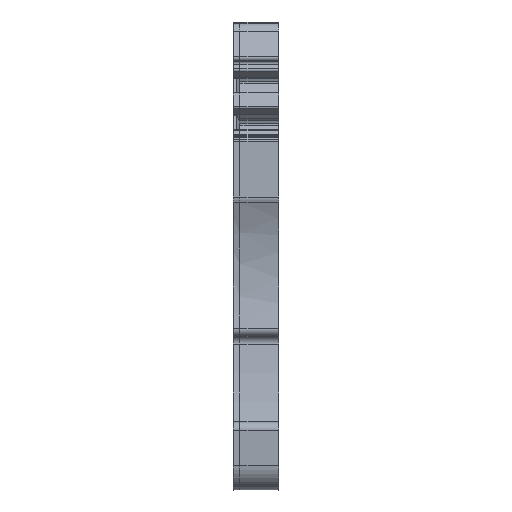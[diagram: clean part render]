
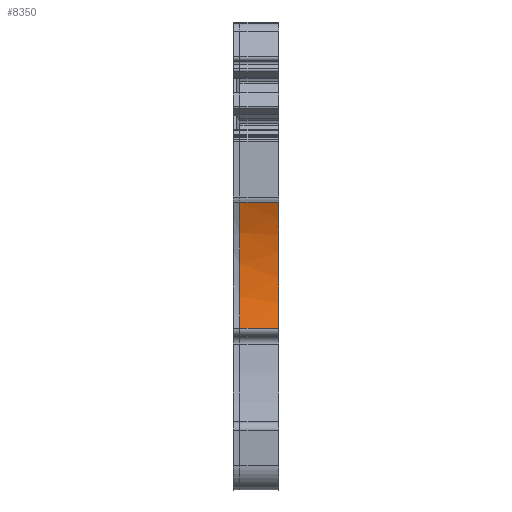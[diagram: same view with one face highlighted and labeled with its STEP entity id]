
A CAD part, front view. The second image highlights one B-rep face of the part: STEP entity #8350.
In plain terms, the highlighted cylindrical face has radius 15 mm (diameter 30 mm), a partial arc.
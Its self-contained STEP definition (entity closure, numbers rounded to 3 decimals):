
#3203=AXIS2_PLACEMENT_3D('Circle Axis2P3D',#3201,#3202,$) ;
#3210=AXIS2_PLACEMENT_3D('Circle Axis2P3D',#3208,#3209,$) ;
#8329=AXIS2_PLACEMENT_3D('Cylinder Axis2P3D',#8326,#8327,#8328) ;
#8333=AXIS2_PLACEMENT_3D('Circle Axis2P3D',#8331,#8332,$) ;
#3198=CARTESIAN_POINT('Vertex',(3.5,0.081,22.297)) ;
#3201=CARTESIAN_POINT('Axis2P3D Location',(3.5,-13.68,16.328)) ;
#3205=CARTESIAN_POINT('Vertex',(3.5,1.176,18.4)) ;
#3208=CARTESIAN_POINT('Axis2P3D Location',(3.5,-13.68,16.328)) ;
#3212=CARTESIAN_POINT('Vertex',(3.5,0.83,12.527)) ;
#8307=CARTESIAN_POINT('Line Origine',(1.75,0.081,22.297)) ;
#8311=CARTESIAN_POINT('Vertex',(0.5,0.081,22.297)) ;
#8326=CARTESIAN_POINT('Axis2P3D Location',(1.75,-13.68,16.328)) ;
#8331=CARTESIAN_POINT('Axis2P3D Location',(0.5,-13.68,16.328)) ;
#8335=CARTESIAN_POINT('Vertex',(0.5,0.83,12.527)) ;
#8338=CARTESIAN_POINT('Line Origine',(1.75,0.83,12.527)) ;
#3202=DIRECTION('Axis2P3D Direction',(-1.,0.,0.)) ;
#3209=DIRECTION('Axis2P3D Direction',(-1.,0.,0.)) ;
#8308=DIRECTION('Vector Direction',(-1.,0.,0.)) ;
#8327=DIRECTION('Axis2P3D Direction',(-1.,0.,0.)) ;
#8328=DIRECTION('Axis2P3D XDirection',(0.,0.917,0.398)) ;
#8332=DIRECTION('Axis2P3D Direction',(-1.,0.,0.)) ;
#8339=DIRECTION('Vector Direction',(-1.,0.,0.)) ;
#8309=VECTOR('Line Direction',#8308,1.) ;
#8340=VECTOR('Line Direction',#8339,1.) ;
#8344=ORIENTED_EDGE('',*,*,#8337,.T.) ;
#8345=ORIENTED_EDGE('',*,*,#8342,.T.) ;
#8346=ORIENTED_EDGE('',*,*,#3214,.T.) ;
#8347=ORIENTED_EDGE('',*,*,#3207,.T.) ;
#8348=ORIENTED_EDGE('',*,*,#8313,.T.) ;
#8350=ADVANCED_FACE('KLTR ZPE1.5.1\\K\X2\00F6\X0\rper.2 ( *SOL1 - wsp *MASTER -  )',(#8349),#8330,.F.) ;
#3204=CIRCLE('generated circle',#3203,15.) ;
#3211=CIRCLE('generated circle',#3210,15.) ;
#8334=CIRCLE('generated circle',#8333,15.) ;
#8330=CYLINDRICAL_SURFACE('generated cylinder',#8329,15.) ;
#3207=EDGE_CURVE('',#3206,#3199,#3204,.F.) ;
#3214=EDGE_CURVE('',#3213,#3206,#3211,.F.) ;
#8313=EDGE_CURVE('',#3199,#8312,#8310,.T.) ;
#8337=EDGE_CURVE('',#8312,#8336,#8334,.T.) ;
#8342=EDGE_CURVE('',#8336,#3213,#8341,.F.) ;
#8343=EDGE_LOOP('',(#8344,#8345,#8346,#8347,#8348)) ;
#8349=FACE_OUTER_BOUND('',#8343,.T.) ;
#8310=LINE('Line',#8307,#8309) ;
#8341=LINE('Line',#8338,#8340) ;
#3199=VERTEX_POINT('',#3198) ;
#3206=VERTEX_POINT('',#3205) ;
#3213=VERTEX_POINT('',#3212) ;
#8312=VERTEX_POINT('',#8311) ;
#8336=VERTEX_POINT('',#8335) ;
